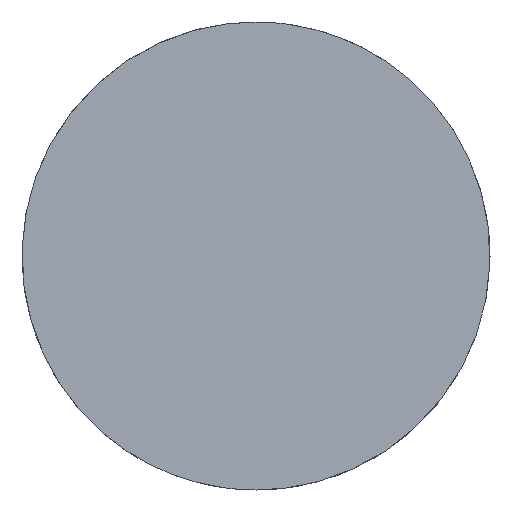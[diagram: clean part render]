
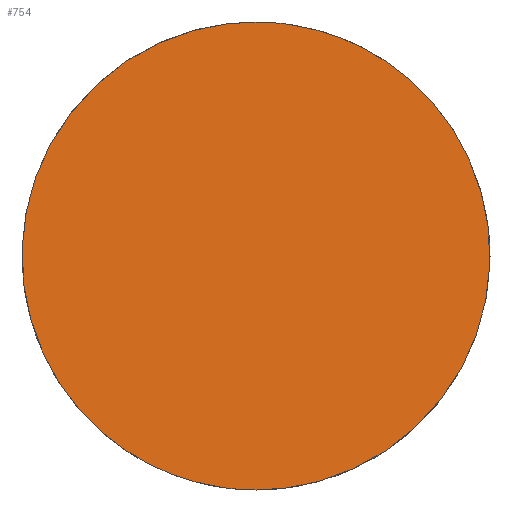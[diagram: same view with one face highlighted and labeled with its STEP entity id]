
A CAD part, front view. The second image highlights one B-rep face of the part: STEP entity #754.
In plain terms, the highlighted planar face has unit normal (0, -0.996, 0.087).
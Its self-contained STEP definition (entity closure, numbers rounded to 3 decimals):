
#33 = EDGE_LOOP ( 'NONE', ( #3294, #3603 ) ) ;
#216 = CARTESIAN_POINT ( 'NONE',  ( 0., -11.738, 21.5 ) ) ;
#430 = CARTESIAN_POINT ( 'NONE',  ( 90.946, -15.5, -21.5 ) ) ;
#555 = CARTESIAN_POINT ( 'NONE',  ( -43., -11.738, 21.5 ) ) ;
#572 = VERTEX_POINT ( 'NONE', #2713 ) ;
#754 = ADVANCED_FACE ( 'NONE', ( #3809 ), #801, .T. ) ;
#801 = PLANE ( 'NONE',  #1630 ) ;
#906 = CARTESIAN_POINT ( 'NONE',  ( 0., -15.5, -21.5 ) ) ;
#1455 = CARTESIAN_POINT ( 'NONE',  ( 43., -11.738, 21.5 ) ) ;
#1630 = AXIS2_PLACEMENT_3D ( 'NONE', #430, #2789, #4118 ) ;
#2109 = CARTESIAN_POINT ( 'NONE',  ( 0., -15.5, -21.5 ) ) ;
#2476 =( BOUNDED_CURVE ( )  B_SPLINE_CURVE ( 3, ( #2109, #3458, #1455, #3468 ),
 .UNSPECIFIED., .F., .T. ) 
 B_SPLINE_CURVE_WITH_KNOTS ( ( 4, 4 ),
 ( 0., 3.142 ),
 .UNSPECIFIED. ) 
 CURVE ( )  GEOMETRIC_REPRESENTATION_ITEM ( )  RATIONAL_B_SPLINE_CURVE ( ( 1., 0.333, 0.333, 1. ) ) 
 REPRESENTATION_ITEM ( '' )  );
#2713 = CARTESIAN_POINT ( 'NONE',  ( 0., -15.5, -21.5 ) ) ;
#2789 = DIRECTION ( 'NONE',  ( 0., -0.996, 0.087 ) ) ;
#2924 = CARTESIAN_POINT ( 'NONE',  ( -43., -15.5, -21.5 ) ) ;
#3025 = EDGE_CURVE ( 'NONE', #572, #3572, #2476, .T. ) ;
#3294 = ORIENTED_EDGE ( 'NONE', *, *, #3025, .T. ) ;
#3458 = CARTESIAN_POINT ( 'NONE',  ( 43., -15.5, -21.5 ) ) ;
#3468 = CARTESIAN_POINT ( 'NONE',  ( 0., -11.738, 21.5 ) ) ;
#3555 = EDGE_CURVE ( 'NONE', #3572, #572, #3600, .T. ) ;
#3572 = VERTEX_POINT ( 'NONE', #4254 ) ;
#3600 =( BOUNDED_CURVE ( )  B_SPLINE_CURVE ( 3, ( #216, #555, #2924, #906 ),
 .UNSPECIFIED., .F., .F. ) 
 B_SPLINE_CURVE_WITH_KNOTS ( ( 4, 4 ),
 ( 3.142, 6.283 ),
 .UNSPECIFIED. ) 
 CURVE ( )  GEOMETRIC_REPRESENTATION_ITEM ( )  RATIONAL_B_SPLINE_CURVE ( ( 1., 0.333, 0.333, 1. ) ) 
 REPRESENTATION_ITEM ( '' )  );
#3603 = ORIENTED_EDGE ( 'NONE', *, *, #3555, .T. ) ;
#3809 = FACE_OUTER_BOUND ( 'NONE', #33, .T. ) ;
#4118 = DIRECTION ( 'NONE',  ( 0., -0.087, -0.996 ) ) ;
#4254 = CARTESIAN_POINT ( 'NONE',  ( 0., -11.738, 21.5 ) ) ;
